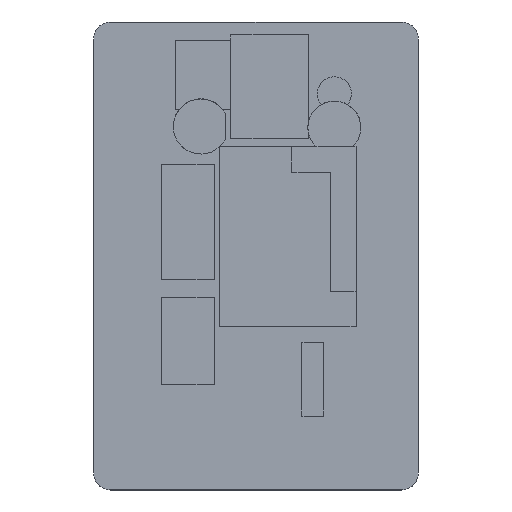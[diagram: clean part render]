
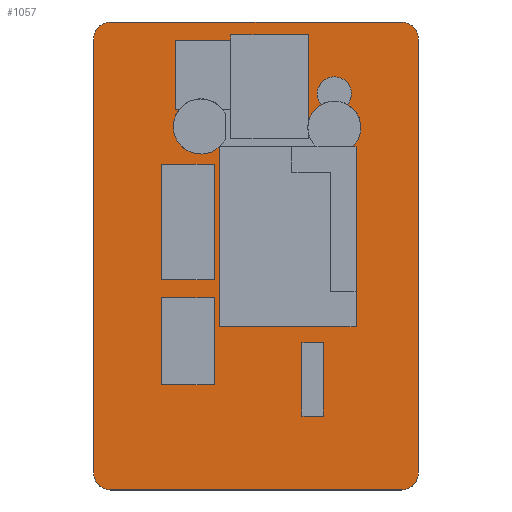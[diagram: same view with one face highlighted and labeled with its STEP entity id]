
A CAD part, top view. The second image highlights one B-rep face of the part: STEP entity #1057.
In plain terms, the highlighted planar face has unit normal (0, 0, 1).
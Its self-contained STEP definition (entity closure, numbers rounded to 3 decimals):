
#15=FACE_BOUND('',#132,.T.);
#16=FACE_BOUND('',#133,.T.);
#17=FACE_BOUND('',#134,.T.);
#18=FACE_BOUND('',#135,.T.);
#20=PLANE('',#1132);
#72=FACE_OUTER_BOUND('',#131,.T.);
#131=EDGE_LOOP('',(#745,#746,#747,#748,#749,#750,#751,#752));
#132=EDGE_LOOP('',(#753,#754,#755,#756,#757,#758,#759,#760,#761,#762,#763,
#764,#765,#766));
#133=EDGE_LOOP('',(#767,#768,#769,#770));
#134=EDGE_LOOP('',(#771,#772,#773,#774));
#135=EDGE_LOOP('',(#775,#776,#777,#778));
#194=LINE('',#1518,#327);
#197=LINE('',#1524,#330);
#198=LINE('',#1528,#331);
#199=LINE('',#1532,#332);
#200=LINE('',#1538,#333);
#201=LINE('',#1540,#334);
#202=LINE('',#1542,#335);
#203=LINE('',#1544,#336);
#204=LINE('',#1546,#337);
#205=LINE('',#1548,#338);
#206=LINE('',#1556,#339);
#207=LINE('',#1558,#340);
#208=LINE('',#1560,#341);
#209=LINE('',#1561,#342);
#210=LINE('',#1564,#343);
#211=LINE('',#1566,#344);
#212=LINE('',#1568,#345);
#213=LINE('',#1569,#346);
#214=LINE('',#1572,#347);
#215=LINE('',#1574,#348);
#216=LINE('',#1576,#349);
#217=LINE('',#1577,#350);
#218=LINE('',#1580,#351);
#219=LINE('',#1582,#352);
#220=LINE('',#1584,#353);
#221=LINE('',#1585,#354);
#327=VECTOR('',#1221,10.);
#330=VECTOR('',#1226,10.);
#331=VECTOR('',#1229,10.);
#332=VECTOR('',#1232,10.);
#333=VECTOR('',#1237,10.);
#334=VECTOR('',#1238,10.);
#335=VECTOR('',#1239,10.);
#336=VECTOR('',#1240,10.);
#337=VECTOR('',#1241,10.);
#338=VECTOR('',#1242,10.);
#339=VECTOR('',#1249,10.);
#340=VECTOR('',#1250,10.);
#341=VECTOR('',#1251,10.);
#342=VECTOR('',#1252,10.);
#343=VECTOR('',#1253,10.);
#344=VECTOR('',#1254,10.);
#345=VECTOR('',#1255,10.);
#346=VECTOR('',#1256,10.);
#347=VECTOR('',#1257,10.);
#348=VECTOR('',#1258,10.);
#349=VECTOR('',#1259,10.);
#350=VECTOR('',#1260,10.);
#351=VECTOR('',#1261,10.);
#352=VECTOR('',#1262,10.);
#353=VECTOR('',#1263,10.);
#354=VECTOR('',#1264,10.);
#459=CIRCLE('',#1130,2.);
#460=CIRCLE('',#1133,2.);
#461=CIRCLE('',#1134,2.);
#462=CIRCLE('',#1135,2.);
#463=CIRCLE('',#1136,3.231);
#464=CIRCLE('',#1137,3.1);
#465=CIRCLE('',#1138,2.);
#466=CIRCLE('',#1139,3.1);
#482=VERTEX_POINT('',#1511);
#483=VERTEX_POINT('',#1513);
#484=VERTEX_POINT('',#1517);
#486=VERTEX_POINT('',#1523);
#487=VERTEX_POINT('',#1525);
#488=VERTEX_POINT('',#1527);
#489=VERTEX_POINT('',#1529);
#490=VERTEX_POINT('',#1531);
#491=VERTEX_POINT('',#1534);
#492=VERTEX_POINT('',#1535);
#493=VERTEX_POINT('',#1537);
#494=VERTEX_POINT('',#1539);
#495=VERTEX_POINT('',#1541);
#496=VERTEX_POINT('',#1543);
#497=VERTEX_POINT('',#1545);
#498=VERTEX_POINT('',#1547);
#499=VERTEX_POINT('',#1549);
#500=VERTEX_POINT('',#1551);
#501=VERTEX_POINT('',#1553);
#502=VERTEX_POINT('',#1555);
#503=VERTEX_POINT('',#1557);
#504=VERTEX_POINT('',#1559);
#505=VERTEX_POINT('',#1562);
#506=VERTEX_POINT('',#1563);
#507=VERTEX_POINT('',#1565);
#508=VERTEX_POINT('',#1567);
#509=VERTEX_POINT('',#1570);
#510=VERTEX_POINT('',#1571);
#511=VERTEX_POINT('',#1573);
#512=VERTEX_POINT('',#1575);
#513=VERTEX_POINT('',#1578);
#514=VERTEX_POINT('',#1579);
#515=VERTEX_POINT('',#1581);
#516=VERTEX_POINT('',#1583);
#584=EDGE_CURVE('',#482,#483,#459,.T.);
#586=EDGE_CURVE('',#484,#483,#194,.T.);
#589=EDGE_CURVE('',#482,#486,#197,.T.);
#590=EDGE_CURVE('',#487,#486,#460,.T.);
#591=EDGE_CURVE('',#487,#488,#198,.T.);
#592=EDGE_CURVE('',#489,#488,#461,.T.);
#593=EDGE_CURVE('',#489,#490,#199,.T.);
#594=EDGE_CURVE('',#484,#490,#462,.T.);
#595=EDGE_CURVE('',#491,#492,#463,.T.);
#596=EDGE_CURVE('',#492,#493,#200,.T.);
#597=EDGE_CURVE('',#493,#494,#201,.T.);
#598=EDGE_CURVE('',#494,#495,#202,.T.);
#599=EDGE_CURVE('',#495,#496,#203,.T.);
#600=EDGE_CURVE('',#496,#497,#204,.T.);
#601=EDGE_CURVE('',#497,#498,#205,.T.);
#602=EDGE_CURVE('',#498,#499,#464,.T.);
#603=EDGE_CURVE('',#499,#500,#465,.T.);
#604=EDGE_CURVE('',#500,#501,#466,.T.);
#605=EDGE_CURVE('',#501,#502,#206,.T.);
#606=EDGE_CURVE('',#502,#503,#207,.T.);
#607=EDGE_CURVE('',#503,#504,#208,.T.);
#608=EDGE_CURVE('',#504,#491,#209,.T.);
#609=EDGE_CURVE('',#505,#506,#210,.T.);
#610=EDGE_CURVE('',#506,#507,#211,.T.);
#611=EDGE_CURVE('',#507,#508,#212,.T.);
#612=EDGE_CURVE('',#508,#505,#213,.T.);
#613=EDGE_CURVE('',#509,#510,#214,.T.);
#614=EDGE_CURVE('',#510,#511,#215,.T.);
#615=EDGE_CURVE('',#511,#512,#216,.T.);
#616=EDGE_CURVE('',#512,#509,#217,.T.);
#617=EDGE_CURVE('',#513,#514,#218,.T.);
#618=EDGE_CURVE('',#514,#515,#219,.T.);
#619=EDGE_CURVE('',#515,#516,#220,.T.);
#620=EDGE_CURVE('',#516,#513,#221,.T.);
#745=ORIENTED_EDGE('',*,*,#584,.F.);
#746=ORIENTED_EDGE('',*,*,#589,.T.);
#747=ORIENTED_EDGE('',*,*,#590,.F.);
#748=ORIENTED_EDGE('',*,*,#591,.T.);
#749=ORIENTED_EDGE('',*,*,#592,.F.);
#750=ORIENTED_EDGE('',*,*,#593,.T.);
#751=ORIENTED_EDGE('',*,*,#594,.F.);
#752=ORIENTED_EDGE('',*,*,#586,.T.);
#753=ORIENTED_EDGE('',*,*,#595,.T.);
#754=ORIENTED_EDGE('',*,*,#596,.T.);
#755=ORIENTED_EDGE('',*,*,#597,.T.);
#756=ORIENTED_EDGE('',*,*,#598,.T.);
#757=ORIENTED_EDGE('',*,*,#599,.T.);
#758=ORIENTED_EDGE('',*,*,#600,.T.);
#759=ORIENTED_EDGE('',*,*,#601,.T.);
#760=ORIENTED_EDGE('',*,*,#602,.T.);
#761=ORIENTED_EDGE('',*,*,#603,.T.);
#762=ORIENTED_EDGE('',*,*,#604,.T.);
#763=ORIENTED_EDGE('',*,*,#605,.T.);
#764=ORIENTED_EDGE('',*,*,#606,.T.);
#765=ORIENTED_EDGE('',*,*,#607,.T.);
#766=ORIENTED_EDGE('',*,*,#608,.T.);
#767=ORIENTED_EDGE('',*,*,#609,.T.);
#768=ORIENTED_EDGE('',*,*,#610,.T.);
#769=ORIENTED_EDGE('',*,*,#611,.T.);
#770=ORIENTED_EDGE('',*,*,#612,.T.);
#771=ORIENTED_EDGE('',*,*,#613,.T.);
#772=ORIENTED_EDGE('',*,*,#614,.T.);
#773=ORIENTED_EDGE('',*,*,#615,.T.);
#774=ORIENTED_EDGE('',*,*,#616,.T.);
#775=ORIENTED_EDGE('',*,*,#617,.T.);
#776=ORIENTED_EDGE('',*,*,#618,.T.);
#777=ORIENTED_EDGE('',*,*,#619,.T.);
#778=ORIENTED_EDGE('',*,*,#620,.T.);
#1057=ADVANCED_FACE('',(#72,#15,#16,#17,#18),#20,.T.);
#1130=AXIS2_PLACEMENT_3D('',#1514,#1216,#1217);
#1132=AXIS2_PLACEMENT_3D('',#1522,#1224,#1225);
#1133=AXIS2_PLACEMENT_3D('',#1526,#1227,#1228);
#1134=AXIS2_PLACEMENT_3D('',#1530,#1230,#1231);
#1135=AXIS2_PLACEMENT_3D('',#1533,#1233,#1234);
#1136=AXIS2_PLACEMENT_3D('',#1536,#1235,#1236);
#1137=AXIS2_PLACEMENT_3D('',#1550,#1243,#1244);
#1138=AXIS2_PLACEMENT_3D('',#1552,#1245,#1246);
#1139=AXIS2_PLACEMENT_3D('',#1554,#1247,#1248);
#1216=DIRECTION('center_axis',(0.,0.,-1.));
#1217=DIRECTION('ref_axis',(-0.707,-0.707,0.));
#1221=DIRECTION('',(0.,-1.,0.));
#1224=DIRECTION('center_axis',(0.,0.,1.));
#1225=DIRECTION('ref_axis',(1.,0.,0.));
#1226=DIRECTION('',(1.,0.,0.));
#1227=DIRECTION('center_axis',(0.,0.,-1.));
#1228=DIRECTION('ref_axis',(0.707,-0.707,0.));
#1229=DIRECTION('',(0.,1.,0.));
#1230=DIRECTION('center_axis',(0.,0.,-1.));
#1231=DIRECTION('ref_axis',(0.707,0.707,0.));
#1232=DIRECTION('',(-1.,0.,0.));
#1233=DIRECTION('center_axis',(0.,0.,-1.));
#1234=DIRECTION('ref_axis',(-0.707,0.707,0.));
#1235=DIRECTION('center_axis',(0.,0.,-1.));
#1236=DIRECTION('ref_axis',(1.,0.,0.));
#1237=DIRECTION('',(-1.,0.,0.));
#1238=DIRECTION('',(0.,1.,0.));
#1239=DIRECTION('',(1.,0.,0.));
#1240=DIRECTION('',(0.,1.,0.));
#1241=DIRECTION('',(1.,0.,0.));
#1242=DIRECTION('',(0.,-1.,0.));
#1243=DIRECTION('center_axis',(0.,0.,-1.));
#1244=DIRECTION('ref_axis',(1.,0.,0.));
#1245=DIRECTION('center_axis',(0.,0.,-1.));
#1246=DIRECTION('ref_axis',(1.,0.,0.));
#1247=DIRECTION('center_axis',(0.,0.,-1.));
#1248=DIRECTION('ref_axis',(1.,0.,0.));
#1249=DIRECTION('',(1.,0.,0.));
#1250=DIRECTION('',(0.,-1.,0.));
#1251=DIRECTION('',(-1.,0.,0.));
#1252=DIRECTION('',(0.,1.,0.));
#1253=DIRECTION('',(0.,1.,0.));
#1254=DIRECTION('',(1.,0.,0.));
#1255=DIRECTION('',(0.,-1.,0.));
#1256=DIRECTION('',(-1.,0.,0.));
#1257=DIRECTION('',(0.,1.,0.));
#1258=DIRECTION('',(1.,0.,0.));
#1259=DIRECTION('',(0.,-1.,0.));
#1260=DIRECTION('',(-1.,0.,0.));
#1261=DIRECTION('',(0.,1.,0.));
#1262=DIRECTION('',(1.,0.,0.));
#1263=DIRECTION('',(0.,-1.,0.));
#1264=DIRECTION('',(-1.,0.,0.));
#1511=CARTESIAN_POINT('',(0.5,-1.5,0.));
#1513=CARTESIAN_POINT('',(-1.5,0.5,0.));
#1514=CARTESIAN_POINT('Origin',(0.5,0.5,0.));
#1517=CARTESIAN_POINT('',(-1.5,51.238,0.));
#1518=CARTESIAN_POINT('',(-1.5,53.238,0.));
#1522=CARTESIAN_POINT('Origin',(17.5,25.869,0.));
#1523=CARTESIAN_POINT('',(34.5,-1.5,0.));
#1524=CARTESIAN_POINT('',(-1.5,-1.5,0.));
#1525=CARTESIAN_POINT('',(36.5,0.5,0.));
#1526=CARTESIAN_POINT('Origin',(34.5,0.5,0.));
#1527=CARTESIAN_POINT('',(36.5,51.238,0.));
#1528=CARTESIAN_POINT('',(36.5,-1.5,0.));
#1529=CARTESIAN_POINT('',(34.5,53.238,0.));
#1530=CARTESIAN_POINT('Origin',(34.5,51.238,0.));
#1531=CARTESIAN_POINT('',(0.5,53.238,0.));
#1532=CARTESIAN_POINT('',(36.5,53.238,0.));
#1533=CARTESIAN_POINT('Origin',(0.5,51.238,0.));
#1534=CARTESIAN_POINT('',(13.205,38.614,0.));
#1535=CARTESIAN_POINT('',(8.487,42.99,0.));
#1536=CARTESIAN_POINT('Origin',(11.049,41.021,0.));
#1537=CARTESIAN_POINT('',(8.095,42.99,0.));
#1538=CARTESIAN_POINT('',(15.698,42.99,0.));
#1539=CARTESIAN_POINT('',(8.095,51.09,0.));
#1540=CARTESIAN_POINT('',(8.095,34.429,0.));
#1541=CARTESIAN_POINT('',(14.55,51.09,0.));
#1542=CARTESIAN_POINT('',(15.698,51.09,0.));
#1543=CARTESIAN_POINT('',(14.55,51.77,0.));
#1544=CARTESIAN_POINT('',(14.55,32.769,0.));
#1545=CARTESIAN_POINT('',(23.65,51.77,0.));
#1546=CARTESIAN_POINT('',(16.025,51.77,0.));
#1547=CARTESIAN_POINT('',(23.65,41.594,0.));
#1548=CARTESIAN_POINT('',(23.65,38.769,0.));
#1549=CARTESIAN_POINT('',(25.114,43.575,0.));
#1550=CARTESIAN_POINT('Origin',(26.67,40.894,0.));
#1551=CARTESIAN_POINT('',(28.226,43.575,0.));
#1552=CARTESIAN_POINT('Origin',(26.67,44.831,0.));
#1553=CARTESIAN_POINT('',(28.824,38.665,0.));
#1554=CARTESIAN_POINT('Origin',(26.67,40.894,0.));
#1555=CARTESIAN_POINT('',(29.205,38.665,0.));
#1556=CARTESIAN_POINT('',(15.353,38.665,0.));
#1557=CARTESIAN_POINT('',(29.205,17.565,0.));
#1558=CARTESIAN_POINT('',(29.205,32.267,0.));
#1559=CARTESIAN_POINT('',(13.205,17.565,0.));
#1560=CARTESIAN_POINT('',(23.353,17.565,0.));
#1561=CARTESIAN_POINT('',(13.205,21.717,0.));
#1562=CARTESIAN_POINT('',(22.88,7.13,0.));
#1563=CARTESIAN_POINT('',(22.88,15.73,0.));
#1564=CARTESIAN_POINT('',(22.88,16.499,0.));
#1565=CARTESIAN_POINT('',(25.38,15.73,0.));
#1566=CARTESIAN_POINT('',(20.19,15.73,0.));
#1567=CARTESIAN_POINT('',(25.38,7.13,0.));
#1568=CARTESIAN_POINT('',(25.38,20.799,0.));
#1569=CARTESIAN_POINT('',(21.44,7.13,0.));
#1570=CARTESIAN_POINT('',(6.425,23.095,0.));
#1571=CARTESIAN_POINT('',(6.425,36.595,0.));
#1572=CARTESIAN_POINT('',(6.425,24.482,0.));
#1573=CARTESIAN_POINT('',(12.625,36.595,0.));
#1574=CARTESIAN_POINT('',(11.963,36.595,0.));
#1575=CARTESIAN_POINT('',(12.625,23.095,0.));
#1576=CARTESIAN_POINT('',(12.625,31.232,0.));
#1577=CARTESIAN_POINT('',(15.063,23.095,0.));
#1578=CARTESIAN_POINT('',(6.425,10.775,0.));
#1579=CARTESIAN_POINT('',(6.425,20.975,0.));
#1580=CARTESIAN_POINT('',(6.425,18.322,0.));
#1581=CARTESIAN_POINT('',(12.625,20.975,0.));
#1582=CARTESIAN_POINT('',(11.963,20.975,0.));
#1583=CARTESIAN_POINT('',(12.625,10.775,0.));
#1584=CARTESIAN_POINT('',(12.625,23.422,0.));
#1585=CARTESIAN_POINT('',(15.063,10.775,0.));
